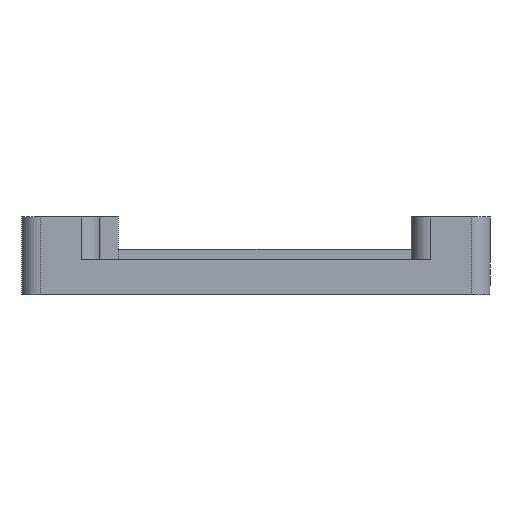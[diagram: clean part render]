
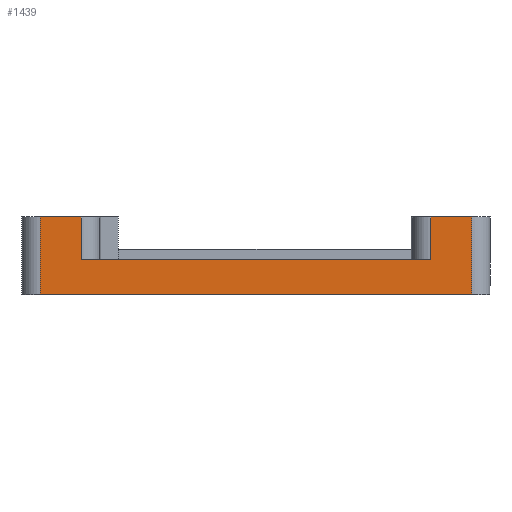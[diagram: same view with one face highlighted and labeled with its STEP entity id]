
A CAD part, left-side view. The second image highlights one B-rep face of the part: STEP entity #1439.
In plain terms, the highlighted planar face has unit normal (-1, 0, 0).
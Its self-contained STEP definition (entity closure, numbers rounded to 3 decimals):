
#56=FACE_OUTER_BOUND('',#130,.T.);
#130=EDGE_LOOP('',(#963,#964,#965,#966,#967,#968,#969,#970));
#270=LINE('',#2065,#435);
#271=LINE('',#2069,#436);
#272=LINE('',#2071,#437);
#273=LINE('',#2073,#438);
#274=LINE('',#2075,#439);
#275=LINE('',#2077,#440);
#276=LINE('',#2079,#441);
#277=LINE('',#2080,#442);
#435=VECTOR('',#1647,10.);
#436=VECTOR('',#1652,10.);
#437=VECTOR('',#1653,10.);
#438=VECTOR('',#1654,10.);
#439=VECTOR('',#1655,10.);
#440=VECTOR('',#1656,10.);
#441=VECTOR('',#1657,10.);
#442=VECTOR('',#1658,10.);
#601=VERTEX_POINT('',#2062);
#602=VERTEX_POINT('',#2064);
#603=VERTEX_POINT('',#2068);
#604=VERTEX_POINT('',#2070);
#605=VERTEX_POINT('',#2072);
#606=VERTEX_POINT('',#2074);
#607=VERTEX_POINT('',#2076);
#608=VERTEX_POINT('',#2078);
#745=EDGE_CURVE('',#602,#601,#270,.T.);
#747=EDGE_CURVE('',#602,#603,#271,.T.);
#748=EDGE_CURVE('',#601,#604,#272,.T.);
#749=EDGE_CURVE('',#605,#604,#273,.T.);
#750=EDGE_CURVE('',#606,#605,#274,.T.);
#751=EDGE_CURVE('',#606,#607,#275,.T.);
#752=EDGE_CURVE('',#607,#608,#276,.T.);
#753=EDGE_CURVE('',#603,#608,#277,.T.);
#963=ORIENTED_EDGE('',*,*,#747,.F.);
#964=ORIENTED_EDGE('',*,*,#745,.T.);
#965=ORIENTED_EDGE('',*,*,#748,.T.);
#966=ORIENTED_EDGE('',*,*,#749,.F.);
#967=ORIENTED_EDGE('',*,*,#750,.F.);
#968=ORIENTED_EDGE('',*,*,#751,.T.);
#969=ORIENTED_EDGE('',*,*,#752,.T.);
#970=ORIENTED_EDGE('',*,*,#753,.F.);
#1390=PLANE('',#1517);
#1439=ADVANCED_FACE('',(#56),#1390,.T.);
#1517=AXIS2_PLACEMENT_3D('',#2067,#1650,#1651);
#1647=DIRECTION('',(0.,1.,0.));
#1650=DIRECTION('center_axis',(-1.,0.,0.));
#1651=DIRECTION('ref_axis',(0.,-1.,0.));
#1652=DIRECTION('',(0.,0.,1.));
#1653=DIRECTION('',(0.,0.,1.));
#1654=DIRECTION('',(0.,-1.,0.));
#1655=DIRECTION('',(0.,0.,1.));
#1656=DIRECTION('',(0.,-1.,0.));
#1657=DIRECTION('',(0.,0.,1.));
#1658=DIRECTION('',(0.,-1.,0.));
#2062=CARTESIAN_POINT('',(-2.,42.542,5.44));
#2064=CARTESIAN_POINT('',(-2.,4.458,5.44));
#2065=CARTESIAN_POINT('',(-2.,45.5,5.44));
#2067=CARTESIAN_POINT('Origin',(-2.,47.,1.6));
#2068=CARTESIAN_POINT('',(-2.,4.458,10.1));
#2069=CARTESIAN_POINT('',(-2.,4.458,5.6));
#2070=CARTESIAN_POINT('',(-2.,42.542,10.1));
#2071=CARTESIAN_POINT('',(-2.,42.542,5.6));
#2072=CARTESIAN_POINT('',(-2.,47.,10.1));
#2073=CARTESIAN_POINT('',(-2.,47.,10.1));
#2074=CARTESIAN_POINT('',(-2.,47.,1.6));
#2075=CARTESIAN_POINT('',(-2.,47.,1.6));
#2076=CARTESIAN_POINT('',(-2.,0.,1.6));
#2077=CARTESIAN_POINT('',(-2.,35.25,1.6));
#2078=CARTESIAN_POINT('',(-2.,0.,10.1));
#2079=CARTESIAN_POINT('',(-2.,0.,3.1));
#2080=CARTESIAN_POINT('',(-2.,47.,10.1));
